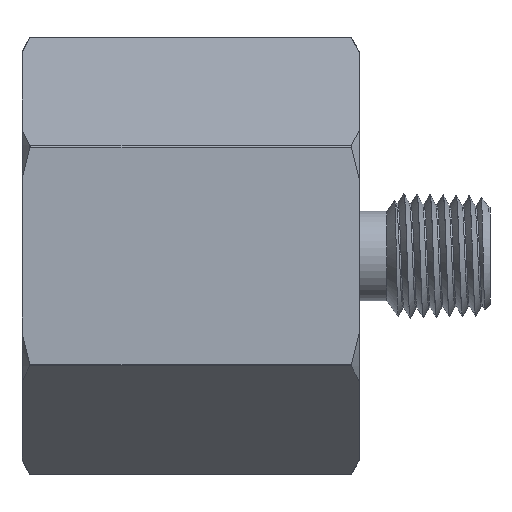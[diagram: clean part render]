
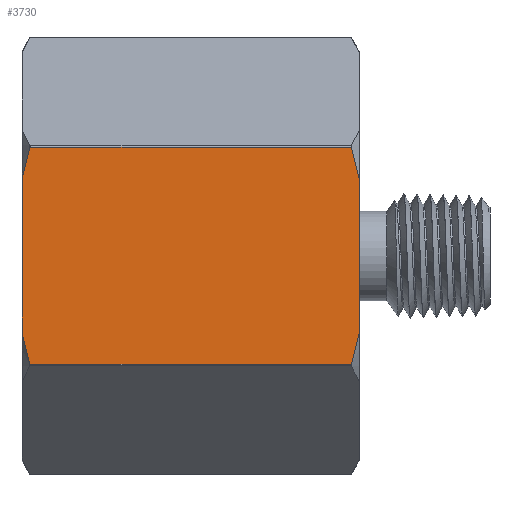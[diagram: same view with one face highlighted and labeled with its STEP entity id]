
A CAD part, top view. The second image highlights one B-rep face of the part: STEP entity #3730.
In plain terms, the highlighted planar face has unit normal (0, 0, 1).
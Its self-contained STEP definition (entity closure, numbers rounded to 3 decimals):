
#130=DIRECTION('',(0.,-1.,0.));
#131=VECTOR('',#130,16.806);
#132=CARTESIAN_POINT('',(0.,8.403,20.6));
#133=LINE('',#132,#131);
#225=CARTESIAN_POINT('',(0.855,11.778,20.6));
#275=CARTESIAN_POINT('',(0.855,-11.778,20.6));
#457=DIRECTION('',(-1.,0.,0.));
#458=VECTOR('',#457,34.89);
#459=CARTESIAN_POINT('',(35.745,11.778,20.6));
#460=LINE('',#459,#458);
#461=CARTESIAN_POINT('',(36.6,8.403,20.6));
#462=CARTESIAN_POINT('',(36.52,8.772,20.6));
#463=CARTESIAN_POINT('',(36.349,9.513,20.6));
#464=CARTESIAN_POINT('',(36.064,10.635,20.6));
#465=CARTESIAN_POINT('',(35.854,11.395,20.6));
#466=CARTESIAN_POINT('',(35.745,11.778,20.6));
#468=CARTESIAN_POINT('',(35.745,-11.778,20.6));
#469=CARTESIAN_POINT('',(35.855,-11.394,20.6));
#470=CARTESIAN_POINT('',(36.065,-10.633,20.6));
#471=CARTESIAN_POINT('',(36.349,-9.512,20.6));
#472=CARTESIAN_POINT('',(36.52,-8.771,20.6));
#473=CARTESIAN_POINT('',(36.6,-8.403,20.6));
#475=DIRECTION('',(-1.,0.,0.));
#476=VECTOR('',#475,34.89);
#477=CARTESIAN_POINT('',(35.745,-11.778,20.6));
#478=LINE('',#477,#476);
#479=CARTESIAN_POINT('',(0.855,-11.778,20.6));
#480=CARTESIAN_POINT('',(0.745,-11.394,20.6));
#481=CARTESIAN_POINT('',(0.535,-10.633,20.6));
#482=CARTESIAN_POINT('',(0.251,-9.512,20.6));
#483=CARTESIAN_POINT('',(0.08,-8.771,20.6));
#484=CARTESIAN_POINT('',(0.,-8.403,20.6));
#486=CARTESIAN_POINT('',(0.,8.403,20.6));
#487=CARTESIAN_POINT('',(0.08,8.772,20.6));
#488=CARTESIAN_POINT('',(0.251,9.513,20.6));
#489=CARTESIAN_POINT('',(0.536,10.635,20.6));
#490=CARTESIAN_POINT('',(0.746,11.395,20.6));
#491=CARTESIAN_POINT('',(0.855,11.778,20.6));
#498=CARTESIAN_POINT('',(35.745,11.778,20.6));
#576=DIRECTION('',(0.,-1.,0.));
#577=VECTOR('',#576,16.806);
#578=CARTESIAN_POINT('',(36.6,8.403,20.6));
#579=LINE('',#578,#577);
#3199=CARTESIAN_POINT('',(0.,-8.403,20.6));
#3201=VERTEX_POINT('',#3199);
#3202=CARTESIAN_POINT('',(0.,8.403,20.6));
#3204=VERTEX_POINT('',#3202);
#3215=CARTESIAN_POINT('',(36.6,-8.403,20.6));
#3217=VERTEX_POINT('',#3215);
#3218=CARTESIAN_POINT('',(36.6,8.403,20.6));
#3220=VERTEX_POINT('',#3218);
#3238=VERTEX_POINT('',#225);
#3242=VERTEX_POINT('',#498);
#3264=VERTEX_POINT('',#275);
#3265=CARTESIAN_POINT('',(35.745,-11.778,20.6));
#3266=VERTEX_POINT('',#3265);
#3712=CARTESIAN_POINT('',(0.,11.893,20.6));
#3713=DIRECTION('',(0.,0.,1.));
#3714=DIRECTION('',(0.,-1.,0.));
#3715=AXIS2_PLACEMENT_3D('',#3712,#3713,#3714);
#3716=PLANE('',#3715);
#3717=ORIENTED_EDGE('',*,*,#3537,.F.);
#3719=ORIENTED_EDGE('',*,*,#3718,.F.);
#3721=ORIENTED_EDGE('',*,*,#3720,.T.);
#3723=ORIENTED_EDGE('',*,*,#3722,.F.);
#3724=ORIENTED_EDGE('',*,*,#3704,.T.);
#3725=ORIENTED_EDGE('',*,*,#3522,.T.);
#3726=ORIENTED_EDGE('',*,*,#3406,.F.);
#3727=ORIENTED_EDGE('',*,*,#3444,.T.);
#3728=EDGE_LOOP('',(#3717,#3719,#3721,#3723,#3724,#3725,#3726,#3727));
#3729=FACE_OUTER_BOUND('',#3728,.F.);
#467=B_SPLINE_CURVE_WITH_KNOTS('',3,(#461,#462,#463,#464,#465,#466),
.UNSPECIFIED.,.F.,.F.,(4,1,1,4),(0.,0.333,0.667,1.),
.UNSPECIFIED.);
#474=B_SPLINE_CURVE_WITH_KNOTS('',3,(#468,#469,#470,#471,#472,#473),
.UNSPECIFIED.,.F.,.F.,(4,1,1,4),(0.,0.333,0.667,1.),
.UNSPECIFIED.);
#485=B_SPLINE_CURVE_WITH_KNOTS('',3,(#479,#480,#481,#482,#483,#484),
.UNSPECIFIED.,.F.,.F.,(4,1,1,4),(0.,0.333,0.667,1.),
.UNSPECIFIED.);
#492=B_SPLINE_CURVE_WITH_KNOTS('',3,(#486,#487,#488,#489,#490,#491),
.UNSPECIFIED.,.F.,.F.,(4,1,1,4),(0.,0.333,0.667,1.),
.UNSPECIFIED.);
#3406=EDGE_CURVE('',#3204,#3201,#133,.T.);
#3444=EDGE_CURVE('',#3204,#3238,#492,.T.);
#3522=EDGE_CURVE('',#3264,#3201,#485,.T.);
#3537=EDGE_CURVE('',#3242,#3238,#460,.T.);
#3704=EDGE_CURVE('',#3266,#3264,#478,.T.);
#3718=EDGE_CURVE('',#3220,#3242,#467,.T.);
#3720=EDGE_CURVE('',#3220,#3217,#579,.T.);
#3722=EDGE_CURVE('',#3266,#3217,#474,.T.);
#3730=ADVANCED_FACE('',(#3729),#3716,.T.);
